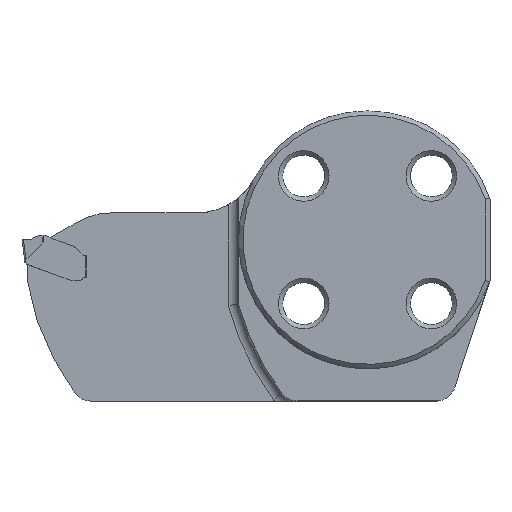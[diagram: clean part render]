
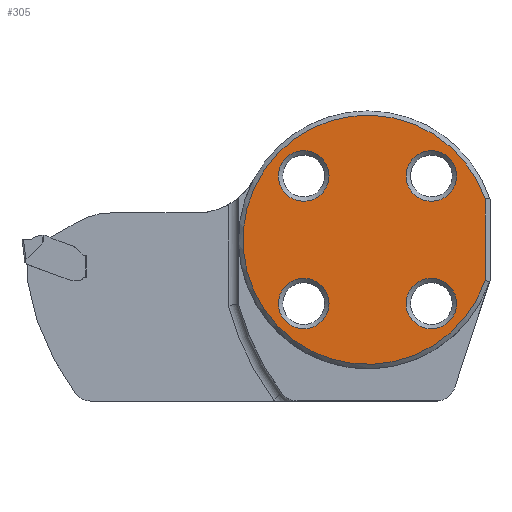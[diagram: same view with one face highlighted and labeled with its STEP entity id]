
A CAD part, top view. The second image highlights one B-rep face of the part: STEP entity #305.
In plain terms, the highlighted planar face has unit normal (0, 0, 1).
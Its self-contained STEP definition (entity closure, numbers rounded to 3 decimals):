
#177=FACE_BOUND('',#543,.T.);
#178=FACE_BOUND('',#544,.T.);
#179=FACE_BOUND('',#545,.T.);
#180=FACE_BOUND('',#546,.T.);
#181=FACE_BOUND('',#547,.T.);
#249=CIRCLE('',#2066,3.925);
#250=CIRCLE('',#2067,3.925);
#251=CIRCLE('',#2068,3.925);
#252=CIRCLE('',#2069,3.925);
#253=CIRCLE('',#2070,19.325);
#305=ADVANCED_FACE('',(#177,#178,#179,#180,#181),#408,.F.);
#408=PLANE('',#2071);
#543=EDGE_LOOP('',(#776));
#544=EDGE_LOOP('',(#777));
#545=EDGE_LOOP('',(#778));
#546=EDGE_LOOP('',(#779));
#547=EDGE_LOOP('',(#780,#781));
#776=ORIENTED_EDGE('',*,*,#1478,.F.);
#777=ORIENTED_EDGE('',*,*,#1479,.T.);
#778=ORIENTED_EDGE('',*,*,#1480,.T.);
#779=ORIENTED_EDGE('',*,*,#1481,.F.);
#780=ORIENTED_EDGE('',*,*,#1482,.F.);
#781=ORIENTED_EDGE('',*,*,#1483,.F.);
#1290=VERTEX_POINT('',#2969);
#1291=VERTEX_POINT('',#2971);
#1292=VERTEX_POINT('',#2973);
#1293=VERTEX_POINT('',#2975);
#1294=VERTEX_POINT('',#2977);
#1295=VERTEX_POINT('',#2978);
#1478=EDGE_CURVE('',#1290,#1290,#249,.T.);
#1479=EDGE_CURVE('',#1291,#1291,#250,.T.);
#1480=EDGE_CURVE('',#1292,#1292,#251,.T.);
#1481=EDGE_CURVE('',#1293,#1293,#252,.T.);
#1482=EDGE_CURVE('',#1294,#1295,#1700,.T.);
#1483=EDGE_CURVE('',#1295,#1294,#253,.T.);
#1700=LINE('',#2976,#1839);
#1839=VECTOR('',#2371,1.);
#2066=AXIS2_PLACEMENT_3D('',#2968,#2363,#2364);
#2067=AXIS2_PLACEMENT_3D('',#2970,#2365,#2366);
#2068=AXIS2_PLACEMENT_3D('',#2972,#2367,#2368);
#2069=AXIS2_PLACEMENT_3D('',#2974,#2369,#2370);
#2070=AXIS2_PLACEMENT_3D('',#2979,#2372,#2373);
#2071=AXIS2_PLACEMENT_3D('',#2980,#2374,#2375);
#2363=DIRECTION('',(0.,0.,1.));
#2364=DIRECTION('',(-1.,0.,0.));
#2365=DIRECTION('',(0.,0.,-1.));
#2366=DIRECTION('',(-1.,0.,0.));
#2367=DIRECTION('',(0.,0.,-1.));
#2368=DIRECTION('',(-1.,0.,0.));
#2369=DIRECTION('',(0.,0.,1.));
#2370=DIRECTION('',(-1.,0.,0.));
#2371=DIRECTION('',(0.,-1.,0.));
#2372=DIRECTION('',(0.,0.,-1.));
#2373=DIRECTION('',(-1.,0.,0.));
#2374=DIRECTION('',(0.,0.,-1.));
#2375=DIRECTION('',(-1.,0.,0.));
#2968=CARTESIAN_POINT('',(-9.899,9.899,0.));
#2969=CARTESIAN_POINT('',(-13.824,9.899,0.));
#2970=CARTESIAN_POINT('',(-9.899,-9.899,0.));
#2971=CARTESIAN_POINT('',(-13.824,-9.899,0.));
#2972=CARTESIAN_POINT('',(9.899,9.899,0.));
#2973=CARTESIAN_POINT('',(5.974,9.899,0.));
#2974=CARTESIAN_POINT('',(9.899,-9.899,0.));
#2975=CARTESIAN_POINT('',(5.974,-9.899,0.));
#2976=CARTESIAN_POINT('',(18.25,0.,0.));
#2977=CARTESIAN_POINT('',(18.25,6.356,0.));
#2978=CARTESIAN_POINT('',(18.25,-6.356,0.));
#2979=CARTESIAN_POINT('',(0.,0.,0.));
#2980=CARTESIAN_POINT('',(0.,0.,0.));
